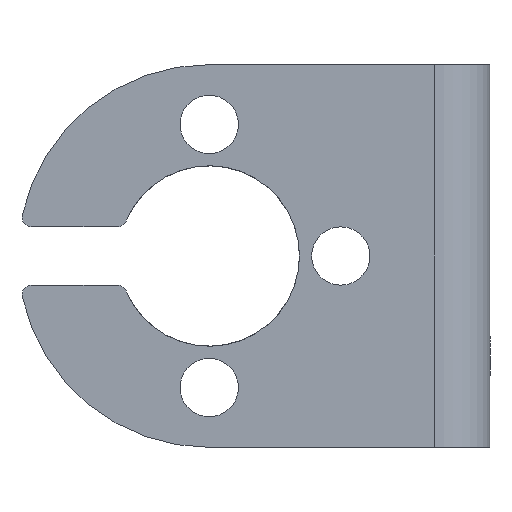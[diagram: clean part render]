
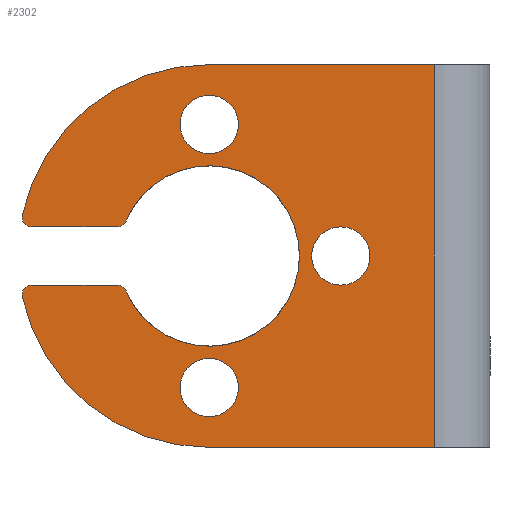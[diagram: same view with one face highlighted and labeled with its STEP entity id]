
A CAD part, left-side view. The second image highlights one B-rep face of the part: STEP entity #2302.
In plain terms, the highlighted planar face has unit normal (1, 0, 0).
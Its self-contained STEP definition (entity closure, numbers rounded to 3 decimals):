
#19=FACE_BOUND('',#197,.T.);
#20=FACE_BOUND('',#198,.T.);
#21=FACE_BOUND('',#199,.T.);
#55=PLANE('',#2627);
#113=FACE_OUTER_BOUND('',#196,.T.);
#196=EDGE_LOOP('',(#2053,#2054,#2055,#2056,#2057,#2058,#2059,#2060,#2061,
#2062,#2063,#2064));
#197=EDGE_LOOP('',(#2065));
#198=EDGE_LOOP('',(#2066));
#199=EDGE_LOOP('',(#2067));
#309=CIRCLE('',#2628,0.397);
#310=CIRCLE('',#2629,0.397);
#311=CIRCLE('',#2630,8.);
#312=CIRCLE('',#2631,8.);
#313=CIRCLE('',#2632,0.397);
#314=CIRCLE('',#2633,0.397);
#315=CIRCLE('',#2634,3.77);
#316=CIRCLE('',#2635,1.219);
#317=CIRCLE('',#2636,1.219);
#318=CIRCLE('',#2637,1.219);
#579=LINE('',#4104,#845);
#580=LINE('',#4110,#846);
#581=LINE('',#4112,#847);
#582=LINE('',#4114,#848);
#583=LINE('',#4120,#849);
#845=VECTOR('',#3213,3.588);
#846=VECTOR('',#3218,9.411);
#847=VECTOR('',#3219,16.);
#848=VECTOR('',#3220,9.411);
#849=VECTOR('',#3225,3.588);
#1197=VERTEX_POINT('',#4100);
#1198=VERTEX_POINT('',#4101);
#1199=VERTEX_POINT('',#4103);
#1200=VERTEX_POINT('',#4105);
#1201=VERTEX_POINT('',#4107);
#1202=VERTEX_POINT('',#4109);
#1203=VERTEX_POINT('',#4111);
#1204=VERTEX_POINT('',#4113);
#1205=VERTEX_POINT('',#4115);
#1206=VERTEX_POINT('',#4117);
#1207=VERTEX_POINT('',#4119);
#1208=VERTEX_POINT('',#4121);
#1209=VERTEX_POINT('',#4124);
#1210=VERTEX_POINT('',#4126);
#1211=VERTEX_POINT('',#4128);
#1625=EDGE_CURVE('',#1197,#1198,#309,.T.);
#1626=EDGE_CURVE('',#1198,#1199,#579,.T.);
#1627=EDGE_CURVE('',#1199,#1200,#310,.T.);
#1628=EDGE_CURVE('',#1200,#1201,#311,.T.);
#1629=EDGE_CURVE('',#1201,#1202,#580,.T.);
#1630=EDGE_CURVE('',#1202,#1203,#581,.T.);
#1631=EDGE_CURVE('',#1203,#1204,#582,.T.);
#1632=EDGE_CURVE('',#1204,#1205,#312,.T.);
#1633=EDGE_CURVE('',#1205,#1206,#313,.T.);
#1634=EDGE_CURVE('',#1206,#1207,#583,.T.);
#1635=EDGE_CURVE('',#1207,#1208,#314,.T.);
#1636=EDGE_CURVE('',#1208,#1197,#315,.T.);
#1637=EDGE_CURVE('',#1209,#1209,#316,.T.);
#1638=EDGE_CURVE('',#1210,#1210,#317,.T.);
#1639=EDGE_CURVE('',#1211,#1211,#318,.T.);
#2053=ORIENTED_EDGE('',*,*,#1625,.T.);
#2054=ORIENTED_EDGE('',*,*,#1626,.T.);
#2055=ORIENTED_EDGE('',*,*,#1627,.T.);
#2056=ORIENTED_EDGE('',*,*,#1628,.T.);
#2057=ORIENTED_EDGE('',*,*,#1629,.T.);
#2058=ORIENTED_EDGE('',*,*,#1630,.T.);
#2059=ORIENTED_EDGE('',*,*,#1631,.T.);
#2060=ORIENTED_EDGE('',*,*,#1632,.T.);
#2061=ORIENTED_EDGE('',*,*,#1633,.T.);
#2062=ORIENTED_EDGE('',*,*,#1634,.T.);
#2063=ORIENTED_EDGE('',*,*,#1635,.T.);
#2064=ORIENTED_EDGE('',*,*,#1636,.T.);
#2065=ORIENTED_EDGE('',*,*,#1637,.T.);
#2066=ORIENTED_EDGE('',*,*,#1638,.T.);
#2067=ORIENTED_EDGE('',*,*,#1639,.T.);
#2302=ADVANCED_FACE('',(#113,#19,#20,#21),#55,.T.);
#2627=AXIS2_PLACEMENT_3D('',#4099,#3209,#3210);
#2628=AXIS2_PLACEMENT_3D('',#4102,#3211,#3212);
#2629=AXIS2_PLACEMENT_3D('',#4106,#3214,#3215);
#2630=AXIS2_PLACEMENT_3D('',#4108,#3216,#3217);
#2631=AXIS2_PLACEMENT_3D('',#4116,#3221,#3222);
#2632=AXIS2_PLACEMENT_3D('',#4118,#3223,#3224);
#2633=AXIS2_PLACEMENT_3D('',#4122,#3226,#3227);
#2634=AXIS2_PLACEMENT_3D('',#4123,#3228,#3229);
#2635=AXIS2_PLACEMENT_3D('',#4125,#3230,#3231);
#2636=AXIS2_PLACEMENT_3D('',#4127,#3232,#3233);
#2637=AXIS2_PLACEMENT_3D('',#4129,#3234,#3235);
#3209=DIRECTION('center_axis',(1.,0.,0.));
#3210=DIRECTION('ref_axis',(0.,0.,-1.));
#3211=DIRECTION('center_axis',(1.,0.,0.));
#3212=DIRECTION('ref_axis',(0.,-0.922,-0.388));
#3213=DIRECTION('',(0.,1.,0.));
#3214=DIRECTION('center_axis',(1.,0.,0.));
#3215=DIRECTION('ref_axis',(0.,0.,-1.));
#3216=DIRECTION('center_axis',(1.,0.,0.));
#3217=DIRECTION('ref_axis',(0.,0.977,0.213));
#3218=DIRECTION('',(0.,-1.,0.));
#3219=DIRECTION('',(0.,0.,-1.));
#3220=DIRECTION('',(0.,1.,0.));
#3221=DIRECTION('center_axis',(1.,0.,0.));
#3222=DIRECTION('ref_axis',(0.,0.,-1.));
#3223=DIRECTION('center_axis',(1.,0.,0.));
#3224=DIRECTION('ref_axis',(0.,0.977,-0.213));
#3225=DIRECTION('',(0.,-1.,0.));
#3226=DIRECTION('center_axis',(1.,0.,0.));
#3227=DIRECTION('ref_axis',(0.,0.,
1.));
#3228=DIRECTION('center_axis',(-1.,0.,0.));
#3229=DIRECTION('ref_axis',(0.,0.922,-0.388));
#3230=DIRECTION('center_axis',(-1.,0.,0.));
#3231=DIRECTION('ref_axis',(0.,0.,
-1.));
#3232=DIRECTION('center_axis',(-1.,0.,0.));
#3233=DIRECTION('ref_axis',(0.,0.,
-1.));
#3234=DIRECTION('center_axis',(-1.,0.,0.));
#3235=DIRECTION('ref_axis',(0.,0.,
-1.));
#4099=CARTESIAN_POINT('Origin',(-9.525,2.324,0.));
#4100=CARTESIAN_POINT('',(-9.525,15.21,1.462));
#4101=CARTESIAN_POINT('',(-9.525,15.576,1.219));
#4102=CARTESIAN_POINT('Origin',(-9.525,15.576,1.616));
#4103=CARTESIAN_POINT('',(-9.525,19.164,1.219));
#4104=CARTESIAN_POINT('',(-9.525,15.576,1.219));
#4105=CARTESIAN_POINT('',(-9.525,19.552,1.7));
#4106=CARTESIAN_POINT('Origin',(-9.525,19.164,1.616));
#4107=CARTESIAN_POINT('',(-9.525,11.735,8.));
#4108=CARTESIAN_POINT('Origin',(-9.525,11.735,0.));
#4109=CARTESIAN_POINT('',(-9.525,2.324,8.));
#4110=CARTESIAN_POINT('',(-9.525,11.735,8.));
#4111=CARTESIAN_POINT('',(-9.525,2.324,-8.));
#4112=CARTESIAN_POINT('',(-9.525,2.324,8.));
#4113=CARTESIAN_POINT('',(-9.525,11.735,-8.));
#4114=CARTESIAN_POINT('',(-9.525,2.324,-8.));
#4115=CARTESIAN_POINT('',(-9.525,19.552,-1.7));
#4116=CARTESIAN_POINT('Origin',(-9.525,11.735,0.));
#4117=CARTESIAN_POINT('',(-9.525,19.164,-1.219));
#4118=CARTESIAN_POINT('Origin',(-9.525,19.164,-1.616));
#4119=CARTESIAN_POINT('',(-9.525,15.576,-1.219));
#4120=CARTESIAN_POINT('',(-9.525,19.164,-1.219));
#4121=CARTESIAN_POINT('',(-9.525,15.21,-1.462));
#4122=CARTESIAN_POINT('Origin',(-9.525,15.576,-1.616));
#4123=CARTESIAN_POINT('Origin',(-9.525,11.735,0.));
#4124=CARTESIAN_POINT('',(-9.525,11.735,-4.281));
#4125=CARTESIAN_POINT('Origin',(-9.525,11.735,-5.5));
#4126=CARTESIAN_POINT('',(-9.525,11.735,6.719));
#4127=CARTESIAN_POINT('Origin',(-9.525,11.735,5.5));
#4128=CARTESIAN_POINT('',(-9.525,6.235,1.219));
#4129=CARTESIAN_POINT('Origin',(-9.525,6.235,0.));
